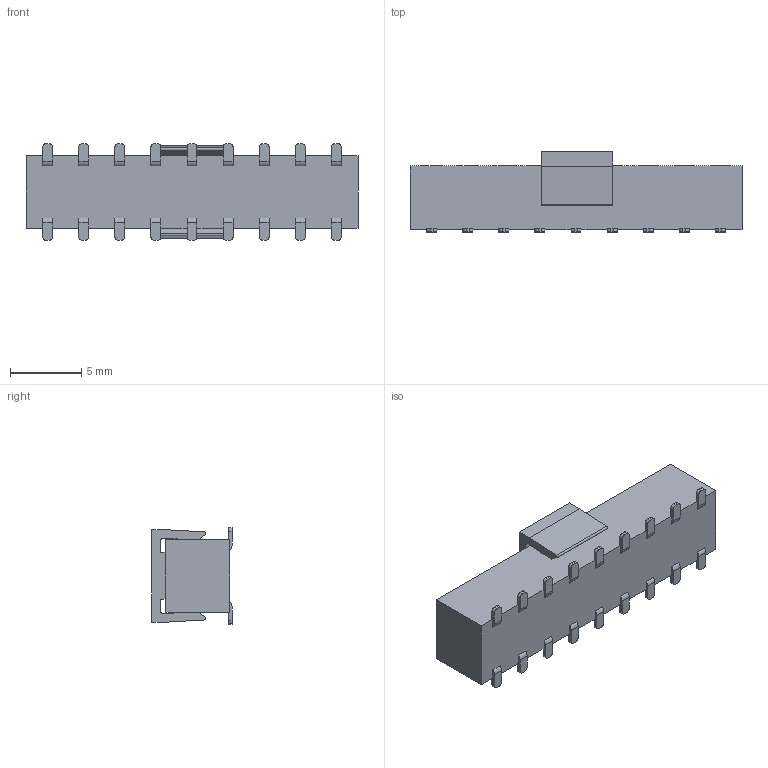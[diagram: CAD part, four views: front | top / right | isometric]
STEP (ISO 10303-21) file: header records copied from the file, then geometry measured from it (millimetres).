
FILE_DESCRIPTION( ('This file contains a STEP AP42 implementation' ,'as created by ZW3D STEP Interface translator.') ,'2;1' );
FILE_NAME( '2145-2XXMXXCUNX1.stp' ,'23 420.133749', (''), ('ZWCAD Software Co.'), 'Version 1.0', 'ZW3D to STEP translator', '' );
FILE_SCHEMA(('AUTOMOTIVE_DESIGN { 1 0 10303 214 1 1 1 1 }'));
Length unit declared in the file: millimetre
Products named in the file (2): 0; 2145-220mxxcunx1
Bounding box: 23.36 x 5.64 x 6.8 mm (x, y, z)
Volume: 453.6 mm3; surface area: 1405.8 mm2
Topology: 1 solids, 1 shells, 1403 faces, 4152 edges, 2708 vertices
Faces by surface type: plane 983, cylinder 420
Entity records: 48893 total; most frequent: CARTESIAN_POINT 8732, ORIENTED_EDGE 8592, DIRECTION 7674, EDGE_CURVE 4152, VECTOR 3330, LINE 3330, VERTEX_POINT 2708, AXIS2_PLACEMENT_3D 2172
